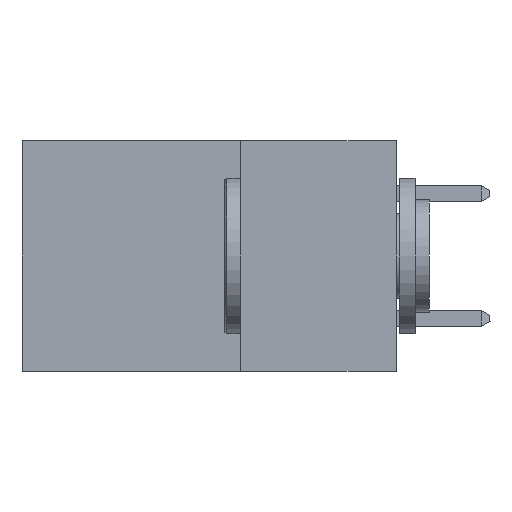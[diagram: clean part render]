
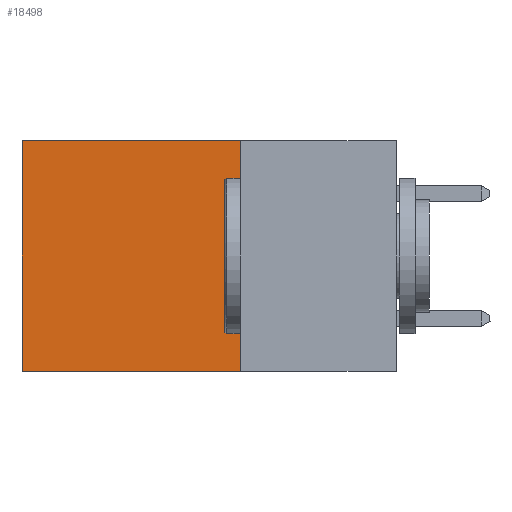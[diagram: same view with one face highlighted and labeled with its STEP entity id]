
A CAD part, left-side view. The second image highlights one B-rep face of the part: STEP entity #18498.
In plain terms, the highlighted planar face has unit normal (-1, 0, 0).
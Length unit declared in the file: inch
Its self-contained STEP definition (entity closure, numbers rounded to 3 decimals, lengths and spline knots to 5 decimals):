
#880 = VECTOR ( 'NONE', #1103, 39.37008 ) ;
#1067 = AXIS2_PLACEMENT_3D ( 'NONE', #11011, #13495, #30816 ) ;
#1103 = DIRECTION ( 'NONE',  ( 0., 1., 0. ) ) ;
#1653 = EDGE_CURVE ( 'NONE', #16459, #28870, #21126, .T. ) ;
#2918 = LINE ( 'NONE', #16488, #8667 ) ;
#4210 = DIRECTION ( 'NONE',  ( 0., 0., -1. ) ) ;
#4815 = CARTESIAN_POINT ( 'NONE',  ( 0.298, 0.25, -0.37 ) ) ;
#4903 = VECTOR ( 'NONE', #16346, 39.37008 ) ;
#5653 = VECTOR ( 'NONE', #14817, 39.37008 ) ;
#5944 = VERTEX_POINT ( 'NONE', #18235 ) ;
#7353 = LINE ( 'NONE', #8338, #880 ) ;
#8338 = CARTESIAN_POINT ( 'NONE',  ( 0.298, 0.25, -0.37 ) ) ;
#8667 = VECTOR ( 'NONE', #4210, 39.37008 ) ;
#8859 = CARTESIAN_POINT ( 'NONE',  ( 0.298, 0.25, 0. ) ) ;
#9166 = EDGE_CURVE ( 'NONE', #9519, #5944, #7353, .T. ) ;
#9519 = VERTEX_POINT ( 'NONE', #4815 ) ;
#10415 = CARTESIAN_POINT ( 'NONE',  ( 0.298, 0.25, 0. ) ) ;
#11011 = CARTESIAN_POINT ( 'NONE',  ( 0.298, 0.25, 0. ) ) ;
#12226 = LINE ( 'NONE', #8859, #4903 ) ;
#13381 = CARTESIAN_POINT ( 'NONE',  ( 0.298, 0.6, 0. ) ) ;
#13495 = DIRECTION ( 'NONE',  ( 1., 0., 0. ) ) ;
#14294 = CARTESIAN_POINT ( 'NONE',  ( 0.298, 0.25, 0. ) ) ;
#14817 = DIRECTION ( 'NONE',  ( 0., 1., 0. ) ) ;
#14904 = EDGE_CURVE ( 'NONE', #16459, #9519, #12226, .T. ) ;
#16346 = DIRECTION ( 'NONE',  ( 0., 0., -1. ) ) ;
#16361 = EDGE_CURVE ( 'NONE', #28870, #5944, #2918, .T. ) ;
#16459 = VERTEX_POINT ( 'NONE', #14294 ) ;
#16488 = CARTESIAN_POINT ( 'NONE',  ( 0.298, 0.6, 0. ) ) ;
#17985 = ORIENTED_EDGE ( 'NONE', *, *, #1653, .T. ) ;
#18235 = CARTESIAN_POINT ( 'NONE',  ( 0.298, 0.6, -0.37 ) ) ;
#18498 = ADVANCED_FACE ( 'NONE', ( #30605 ), #30708, .F. ) ;
#19572 = ORIENTED_EDGE ( 'NONE', *, *, #14904, .F. ) ;
#21126 = LINE ( 'NONE', #10415, #5653 ) ;
#23057 = ORIENTED_EDGE ( 'NONE', *, *, #9166, .F. ) ;
#24922 = ORIENTED_EDGE ( 'NONE', *, *, #16361, .T. ) ;
#26815 = EDGE_LOOP ( 'NONE', ( #24922, #23057, #19572, #17985 ) ) ;
#28870 = VERTEX_POINT ( 'NONE', #13381 ) ;
#30605 = FACE_OUTER_BOUND ( 'NONE', #26815, .T. ) ;
#30708 = PLANE ( 'NONE',  #1067 ) ;
#30816 = DIRECTION ( 'NONE',  ( 0., 0., -1. ) ) ;
